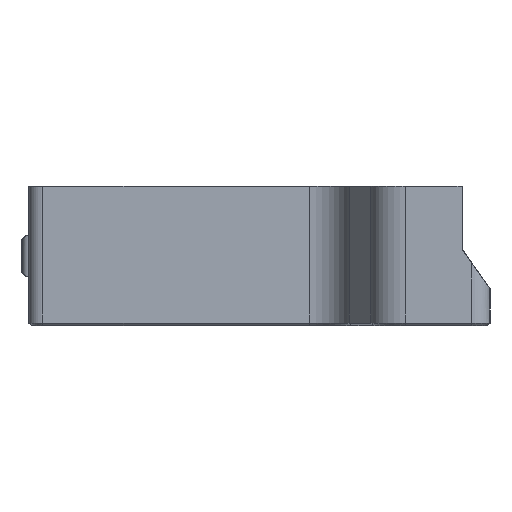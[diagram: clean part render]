
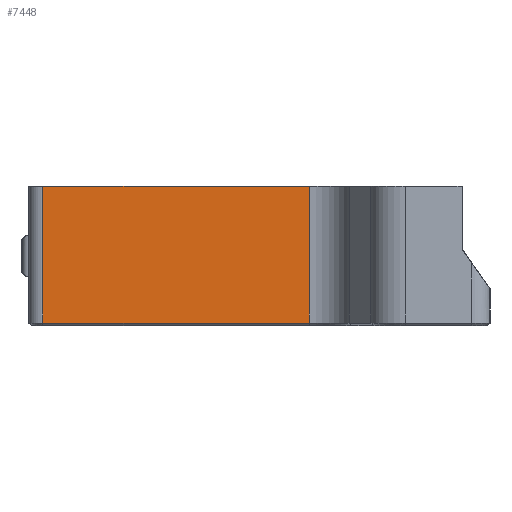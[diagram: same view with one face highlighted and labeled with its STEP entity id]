
A CAD part, left-side view. The second image highlights one B-rep face of the part: STEP entity #7448.
In plain terms, the highlighted planar face has unit normal (-1, 0, 0).
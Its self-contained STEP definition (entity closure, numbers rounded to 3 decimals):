
#683=FACE_OUTER_BOUND('',#1104,.T.);
#1104=EDGE_LOOP('',(#6106,#6107,#6108,#6109));
#1255=LINE('',#10369,#2095);
#1842=LINE('',#11826,#2682);
#1843=LINE('',#11829,#2683);
#1844=LINE('',#11830,#2684);
#2095=VECTOR('',#8247,10.);
#2682=VECTOR('',#9630,10.);
#2683=VECTOR('',#9633,10.);
#2684=VECTOR('',#9634,10.);
#2934=VERTEX_POINT('',#10361);
#2936=VERTEX_POINT('',#10367);
#3408=VERTEX_POINT('',#11824);
#3409=VERTEX_POINT('',#11828);
#3645=EDGE_CURVE('',#2936,#2934,#1255,.T.);
#4368=EDGE_CURVE('',#2936,#3408,#1842,.T.);
#4369=EDGE_CURVE('',#3409,#3408,#1843,.T.);
#4370=EDGE_CURVE('',#2934,#3409,#1844,.T.);
#6106=ORIENTED_EDGE('',*,*,#3645,.F.);
#6107=ORIENTED_EDGE('',*,*,#4368,.T.);
#6108=ORIENTED_EDGE('',*,*,#4369,.F.);
#6109=ORIENTED_EDGE('',*,*,#4370,.F.);
#7105=PLANE('',#7993);
#7448=ADVANCED_FACE('',(#683),#7105,.T.);
#7993=AXIS2_PLACEMENT_3D('',#11827,#9631,#9632);
#8247=DIRECTION('',(0.,1.,0.));
#9630=DIRECTION('',(0.,0.,1.));
#9631=DIRECTION('center_axis',(-1.,0.,0.));
#9632=DIRECTION('ref_axis',(0.,1.,0.));
#9633=DIRECTION('',(0.,-1.,0.));
#9634=DIRECTION('',(0.,0.,1.));
#10361=CARTESIAN_POINT('',(-187.4,30.5,-9.6));
#10367=CARTESIAN_POINT('',(-187.4,-7.602,-9.6));
#10369=CARTESIAN_POINT('',(-187.4,14.106,-9.6));
#11824=CARTESIAN_POINT('',(-187.4,-7.602,10.));
#11826=CARTESIAN_POINT('',(-187.4,-7.602,8.));
#11827=CARTESIAN_POINT('Origin',(-187.4,30.5,-11.));
#11828=CARTESIAN_POINT('',(-187.4,30.5,10.));
#11829=CARTESIAN_POINT('',(-187.4,15.25,10.));
#11830=CARTESIAN_POINT('',(-187.4,30.5,8.));
